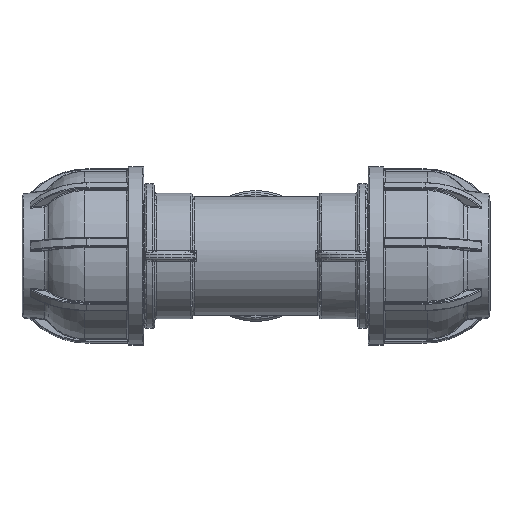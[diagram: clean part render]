
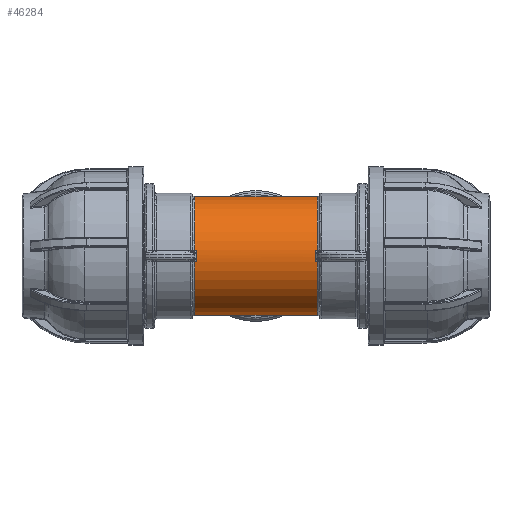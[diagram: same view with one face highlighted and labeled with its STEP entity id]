
A CAD part, front view. The second image highlights one B-rep face of the part: STEP entity #46284.
In plain terms, the highlighted cylindrical face has radius 28.75 mm (diameter 57.5 mm), a partial arc.
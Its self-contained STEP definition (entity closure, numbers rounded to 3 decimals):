
#1849 = EDGE_CURVE ( 'NONE', #18383, #18385, #7530, .T. ) ;
#1850 = EDGE_CURVE ( 'NONE', #18385, #18381, #11685, .T. ) ;
#1851 = EDGE_CURVE ( 'NONE', #18381, #18379, #7534, .T. ) ;
#1852 = EDGE_CURVE ( 'NONE', #18379, #18376, #11686, .T. ) ;
#1853 = EDGE_CURVE ( 'NONE', #18376, #18374, #36352, .T. ) ;
#1854 = EDGE_CURVE ( 'NONE', #18374, #18372, #11687, .T. ) ;
#1855 = EDGE_CURVE ( 'NONE', #18372, #18370, #7535, .T. ) ;
#1856 = EDGE_CURVE ( 'NONE', #18368, #18370, #11688, .T. ) ;
#1857 = EDGE_CURVE ( 'NONE', #18368, #18366, #7542, .T. ) ;
#1858 = EDGE_CURVE ( 'NONE', #18366, #18363, #11689, .T. ) ;
#1859 = EDGE_CURVE ( 'NONE', #18363, #18361, #36353, .T. ) ;
#1860 = EDGE_CURVE ( 'NONE', #18361, #18383, #11690, .T. ) ;
#7530 = CIRCLE ( 'NONE', #7533, 28.75 ) ;
#7533 = AXIS2_PLACEMENT_3D ( 'NONE', #13260, #13261, #13262 ) ;
#7534 = CIRCLE ( 'NONE', #7537, 28.75 ) ;
#7535 = CIRCLE ( 'NONE', #7541, 28.75 ) ;
#7536 = VECTOR ( 'NONE', #13264, 1000. ) ;
#7537 = AXIS2_PLACEMENT_3D ( 'NONE', #13265, #13266, #13267 ) ;
#7538 = VECTOR ( 'NONE', #13269, 1000. ) ;
#7540 = VECTOR ( 'NONE', #13275, 1000. ) ;
#7541 = AXIS2_PLACEMENT_3D ( 'NONE', #13276, #13277, #13278 ) ;
#7542 = CIRCLE ( 'NONE', #7544, 28.75 ) ;
#7543 = VECTOR ( 'NONE', #13280, 1000. ) ;
#7544 = AXIS2_PLACEMENT_3D ( 'NONE', #13281, #13282, #13283 ) ;
#7546 = VECTOR ( 'NONE', #13285, 1000. ) ;
#7547 = VECTOR ( 'NONE', #13291, 1000. ) ;
#11685 = LINE ( 'NONE', #13263, #7536 ) ;
#11686 = LINE ( 'NONE', #13268, #7538 ) ;
#11687 = LINE ( 'NONE', #13274, #7540 ) ;
#11688 = LINE ( 'NONE', #13279, #7543 ) ;
#11689 = LINE ( 'NONE', #13284, #7546 ) ;
#11690 = LINE ( 'NONE', #13290, #7547 ) ;
#13260 = CARTESIAN_POINT ( 'NONE',  ( -29.75, 0., 0. ) ) ;
#13261 = DIRECTION ( 'NONE',  ( 1., 0., 0. ) ) ;
#13262 = DIRECTION ( 'NONE',  ( 0., 0., -1. ) ) ;
#13263 = CARTESIAN_POINT ( 'NONE',  ( 0., 0., -28.75 ) ) ;
#13264 = DIRECTION ( 'NONE',  ( 1., 0., 0. ) ) ;
#13265 = CARTESIAN_POINT ( 'NONE',  ( 29.75, 0., 0. ) ) ;
#13266 = DIRECTION ( 'NONE',  ( -1., 0., 0. ) ) ;
#13267 = DIRECTION ( 'NONE',  ( 0., 0., 1. ) ) ;
#13268 = CARTESIAN_POINT ( 'NONE',  ( 0., -28.618, -2.754 ) ) ;
#13269 = DIRECTION ( 'NONE',  ( -1., 0., 0. ) ) ;
#13270 = CARTESIAN_POINT ( 'NONE',  ( 28.693, -28.618, -2.754 ) ) ;
#13271 = CARTESIAN_POINT ( 'NONE',  ( 28.807, -28.794, -0.924 ) ) ;
#13272 = CARTESIAN_POINT ( 'NONE',  ( 28.807, -28.794, 0.924 ) ) ;
#13273 = CARTESIAN_POINT ( 'NONE',  ( 28.693, -28.618, 2.754 ) ) ;
#13274 = CARTESIAN_POINT ( 'NONE',  ( 0., -28.618, 2.754 ) ) ;
#13275 = DIRECTION ( 'NONE',  ( 1., 0., 0. ) ) ;
#13276 = CARTESIAN_POINT ( 'NONE',  ( 29.75, 0., 0. ) ) ;
#13277 = DIRECTION ( 'NONE',  ( -1., 0., 0. ) ) ;
#13278 = DIRECTION ( 'NONE',  ( 0., 0., 1. ) ) ;
#13279 = CARTESIAN_POINT ( 'NONE',  ( 0., 0., 28.75 ) ) ;
#13280 = DIRECTION ( 'NONE',  ( 1., 0., 0. ) ) ;
#13281 = CARTESIAN_POINT ( 'NONE',  ( -29.75, 0., 0. ) ) ;
#13282 = DIRECTION ( 'NONE',  ( 1., 0., 0. ) ) ;
#13283 = DIRECTION ( 'NONE',  ( 0., 0., -1. ) ) ;
#13284 = CARTESIAN_POINT ( 'NONE',  ( 0., -28.618, 2.754 ) ) ;
#13285 = DIRECTION ( 'NONE',  ( 1., 0., 0. ) ) ;
#13286 = CARTESIAN_POINT ( 'NONE',  ( -28.693, -28.618, 2.754 ) ) ;
#13287 = CARTESIAN_POINT ( 'NONE',  ( -28.807, -28.794, 0.924 ) ) ;
#13288 = CARTESIAN_POINT ( 'NONE',  ( -28.807, -28.794, -0.924 ) ) ;
#13289 = CARTESIAN_POINT ( 'NONE',  ( -28.693, -28.618, -2.754 ) ) ;
#13290 = CARTESIAN_POINT ( 'NONE',  ( 0., -28.618, -2.754 ) ) ;
#13291 = DIRECTION ( 'NONE',  ( -1., 0., 0. ) ) ;
#17195 = CARTESIAN_POINT ( 'NONE',  ( -28.693, -28.618, -2.754 ) ) ;
#17197 = CARTESIAN_POINT ( 'NONE',  ( -28.693, -28.618, 2.754 ) ) ;
#17199 = CARTESIAN_POINT ( 'NONE',  ( -29.75, -28.618, 2.754 ) ) ;
#17201 = CARTESIAN_POINT ( 'NONE',  ( -29.75, 0., 28.75 ) ) ;
#17203 = CARTESIAN_POINT ( 'NONE',  ( 29.75, 0., 28.75 ) ) ;
#17205 = CARTESIAN_POINT ( 'NONE',  ( 29.75, -28.618, 2.754 ) ) ;
#17207 = CARTESIAN_POINT ( 'NONE',  ( 28.693, -28.618, 2.754 ) ) ;
#17208 = CARTESIAN_POINT ( 'NONE',  ( 28.693, -28.618, -2.754 ) ) ;
#17210 = CARTESIAN_POINT ( 'NONE',  ( 29.75, -28.618, -2.754 ) ) ;
#17212 = CARTESIAN_POINT ( 'NONE',  ( 29.75, 0., -28.75 ) ) ;
#17214 = CARTESIAN_POINT ( 'NONE',  ( -29.75, -28.618, -2.754 ) ) ;
#17216 = CARTESIAN_POINT ( 'NONE',  ( -29.75, 0., -28.75 ) ) ;
#18361 = VERTEX_POINT ( 'NONE', #17195 ) ;
#18363 = VERTEX_POINT ( 'NONE', #17197 ) ;
#18366 = VERTEX_POINT ( 'NONE', #17199 ) ;
#18368 = VERTEX_POINT ( 'NONE', #17201 ) ;
#18370 = VERTEX_POINT ( 'NONE', #17203 ) ;
#18372 = VERTEX_POINT ( 'NONE', #17205 ) ;
#18374 = VERTEX_POINT ( 'NONE', #17207 ) ;
#18376 = VERTEX_POINT ( 'NONE', #17208 ) ;
#18379 = VERTEX_POINT ( 'NONE', #17210 ) ;
#18381 = VERTEX_POINT ( 'NONE', #17212 ) ;
#18383 = VERTEX_POINT ( 'NONE', #17214 ) ;
#18385 = VERTEX_POINT ( 'NONE', #17216 ) ;
#20677 = EDGE_LOOP ( 'NONE', ( #20989, #20991, #20990, #20992, #20993, #20994, #20995, #20996, #20997, #20998, #20999, #21000 ) ) ;
#20989 = ORIENTED_EDGE ( 'NONE', *, *, #1849, .T. ) ;
#20990 = ORIENTED_EDGE ( 'NONE', *, *, #1851, .T. ) ;
#20991 = ORIENTED_EDGE ( 'NONE', *, *, #1850, .T. ) ;
#20992 = ORIENTED_EDGE ( 'NONE', *, *, #1852, .T. ) ;
#20993 = ORIENTED_EDGE ( 'NONE', *, *, #1853, .T. ) ;
#20994 = ORIENTED_EDGE ( 'NONE', *, *, #1854, .T. ) ;
#20995 = ORIENTED_EDGE ( 'NONE', *, *, #1855, .T. ) ;
#20996 = ORIENTED_EDGE ( 'NONE', *, *, #1856, .F. ) ;
#20997 = ORIENTED_EDGE ( 'NONE', *, *, #1857, .T. ) ;
#20998 = ORIENTED_EDGE ( 'NONE', *, *, #1858, .T. ) ;
#20999 = ORIENTED_EDGE ( 'NONE', *, *, #1859, .T. ) ;
#21000 = ORIENTED_EDGE ( 'NONE', *, *, #1860, .T. ) ;
#36352 = B_SPLINE_CURVE_WITH_KNOTS ( 'NONE', 3,
 ( #13270, #13271, #13272, #13273 ),
 .UNSPECIFIED., .F., .F.,
 ( 4, 4 ),
 ( 0., 0.006 ),
 .UNSPECIFIED. ) ;
#36353 = B_SPLINE_CURVE_WITH_KNOTS ( 'NONE', 3,
 ( #13286, #13287, #13288, #13289 ),
 .UNSPECIFIED., .F., .F.,
 ( 4, 4 ),
 ( 0., 0.006 ),
 .UNSPECIFIED. ) ;
#46284 = ADVANCED_FACE ( 'NONE', ( #55441 ), #55426, .T. ) ;
#51224 = AXIS2_PLACEMENT_3D ( 'NONE', #54983, #54984, #54985 ) ;
#54983 = CARTESIAN_POINT ( 'NONE',  ( 0., 0., 0. ) ) ;
#54984 = DIRECTION ( 'NONE',  ( 1., 0., 0. ) ) ;
#54985 = DIRECTION ( 'NONE',  ( 0., 0., 1. ) ) ;
#55426 = CYLINDRICAL_SURFACE ( 'NONE', #51224, 28.75 ) ;
#55441 = FACE_OUTER_BOUND ( 'NONE', #20677, .T. ) ;
